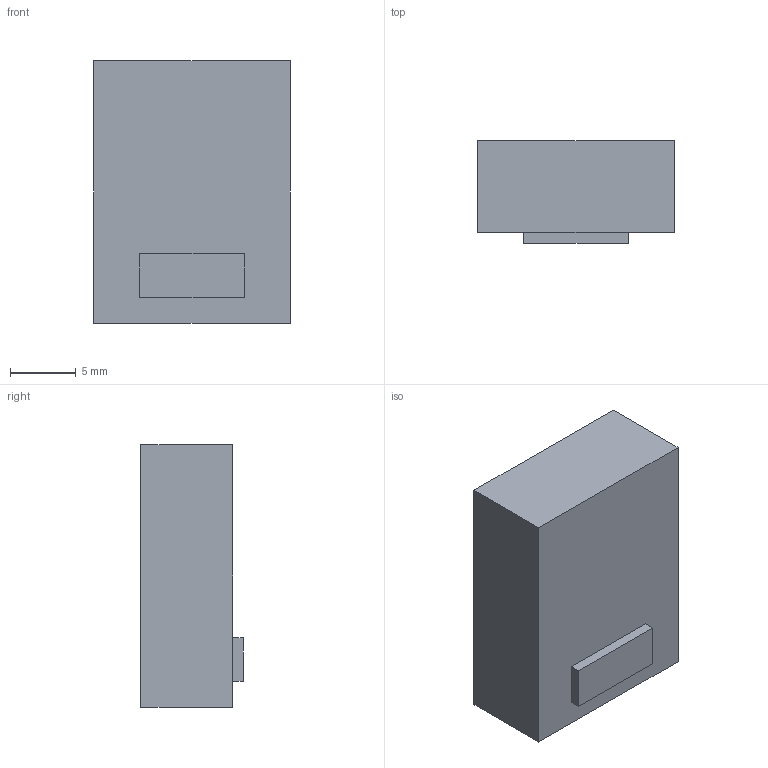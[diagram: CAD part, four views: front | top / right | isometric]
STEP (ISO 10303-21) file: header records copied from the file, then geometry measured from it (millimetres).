
FILE_DESCRIPTION (( 'STEP AP203' ), '1' );
FILE_NAME ('019933_Assy_MSPA30uXS.STEP', '2019-03-01T13:57:51', ( '' ), ( '' ), 'SwSTEP 2.0', 'SolidWorks 2016', '' );
FILE_SCHEMA (( 'CONFIG_CONTROL_DESIGN' ));
Length unit declared in the file: millimetre
Products named in the file (2): 019932_MSPA30uXS_customer; 019933_Assy_MSPA30uXS
Assembly tree (1 placements, depth 2):
  019933_Assy_MSPA30uXS
    019932_MSPA30uXS_customer
Bounding box: 15 x 7.8 x 20 mm (x, y, z)
Volume: 2096.2 mm3; surface area: 1187.5 mm2
Topology: 1 solids, 1 shells, 27 faces, 64 edges, 36 vertices
Faces by surface type: plane 11, cylinder 8, cone 8
Entity records: 910 total; most frequent: DIRECTION 134, CARTESIAN_POINT 123, ORIENTED_EDGE 112, EDGE_CURVE 56, AXIS2_PLACEMENT_3D 47, LINE 40, VECTOR 40, VERTEX_POINT 36
